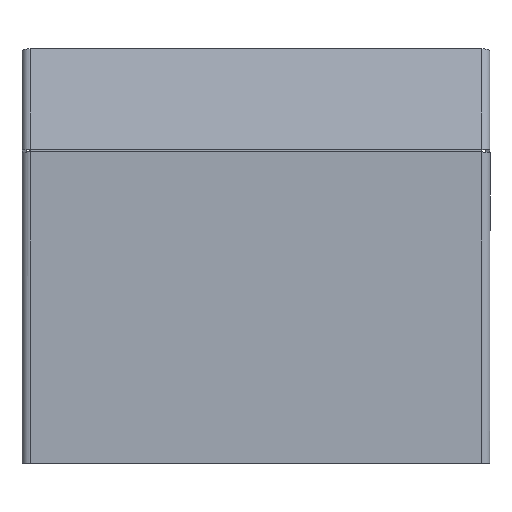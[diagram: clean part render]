
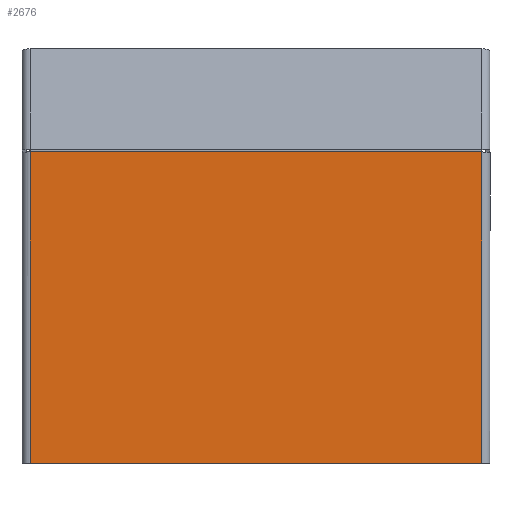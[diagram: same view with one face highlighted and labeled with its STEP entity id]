
A CAD part, front view. The second image highlights one B-rep face of the part: STEP entity #2676.
In plain terms, the highlighted planar face has unit normal (0, -1, 0).
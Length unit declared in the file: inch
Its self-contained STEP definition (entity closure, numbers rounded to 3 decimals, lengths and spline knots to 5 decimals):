
#30 = VERTEX_POINT ( 'NONE', #662 ) ;
#38 = ORIENTED_EDGE ( 'NONE', *, *, #2397, .T. ) ;
#92 = EDGE_CURVE ( 'NONE', #1288, #2615, #2133, .T. ) ;
#225 = CARTESIAN_POINT ( 'NONE',  ( -6.5, -0.12, 8.96633 ) ) ;
#246 = ORIENTED_EDGE ( 'NONE', *, *, #1588, .F. ) ;
#252 = CARTESIAN_POINT ( 'NONE',  ( -6.5, -0.12, 9.02 ) ) ;
#274 = DIRECTION ( 'NONE',  ( 0., 0., -1. ) ) ;
#289 = DIRECTION ( 'NONE',  ( -1., 0., 0. ) ) ;
#325 = CARTESIAN_POINT ( 'NONE',  ( -6.5, -0.12, 0. ) ) ;
#332 = DIRECTION ( 'NONE',  ( 0., 0., -1. ) ) ;
#426 = VECTOR ( 'NONE', #289, 39.37008 ) ;
#430 = DIRECTION ( 'NONE',  ( 0., 0., -1. ) ) ;
#452 = EDGE_CURVE ( 'NONE', #828, #1563, #1890, .T. ) ;
#558 = CARTESIAN_POINT ( 'NONE',  ( 6.5, -0.12, 12. ) ) ;
#587 = EDGE_CURVE ( 'NONE', #1563, #30, #746, .T. ) ;
#617 = ORIENTED_EDGE ( 'NONE', *, *, #587, .F. ) ;
#662 = CARTESIAN_POINT ( 'NONE',  ( 6.5, -0.12, 0. ) ) ;
#671 = VECTOR ( 'NONE', #1116, 39.37008 ) ;
#729 = AXIS2_PLACEMENT_3D ( 'NONE', #946, #2364, #1788 ) ;
#746 = LINE ( 'NONE', #558, #2508 ) ;
#828 = VERTEX_POINT ( 'NONE', #908 ) ;
#908 = CARTESIAN_POINT ( 'NONE',  ( 6.5, -0.12, 8.97963 ) ) ;
#919 = ORIENTED_EDGE ( 'NONE', *, *, #452, .F. ) ;
#946 = CARTESIAN_POINT ( 'NONE',  ( 0.955, -0.12, 12. ) ) ;
#1031 = LINE ( 'NONE', #1305, #671 ) ;
#1054 = ORIENTED_EDGE ( 'NONE', *, *, #2290, .F. ) ;
#1059 = CARTESIAN_POINT ( 'NONE',  ( 6.5, -0.12, 9.02 ) ) ;
#1115 = LINE ( 'NONE', #252, #1995 ) ;
#1116 = DIRECTION ( 'NONE',  ( 1., 0., 0. ) ) ;
#1288 = VERTEX_POINT ( 'NONE', #225 ) ;
#1294 = CARTESIAN_POINT ( 'NONE',  ( 0.955, -0.12, 0. ) ) ;
#1305 = CARTESIAN_POINT ( 'NONE',  ( 0.955, -0.12, 8.97963 ) ) ;
#1462 = CARTESIAN_POINT ( 'NONE',  ( -6.5, -0.12, 12. ) ) ;
#1543 = EDGE_LOOP ( 'NONE', ( #246, #38, #2173, #1054, #617, #919 ) ) ;
#1563 = VERTEX_POINT ( 'NONE', #1604 ) ;
#1572 = CARTESIAN_POINT ( 'NONE',  ( -6.5, -0.12, 8.97963 ) ) ;
#1588 = EDGE_CURVE ( 'NONE', #2544, #828, #1031, .T. ) ;
#1604 = CARTESIAN_POINT ( 'NONE',  ( 6.5, -0.12, 8.96633 ) ) ;
#1669 = VECTOR ( 'NONE', #274, 39.37008 ) ;
#1788 = DIRECTION ( 'NONE',  ( 1., 0., 0. ) ) ;
#1890 = LINE ( 'NONE', #1059, #1669 ) ;
#1995 = VECTOR ( 'NONE', #2535, 39.37008 ) ;
#2115 = LINE ( 'NONE', #1294, #426 ) ;
#2133 = LINE ( 'NONE', #1462, #2253 ) ;
#2173 = ORIENTED_EDGE ( 'NONE', *, *, #92, .T. ) ;
#2181 = PLANE ( 'NONE',  #729 ) ;
#2253 = VECTOR ( 'NONE', #430, 39.37008 ) ;
#2290 = EDGE_CURVE ( 'NONE', #30, #2615, #2115, .T. ) ;
#2364 = DIRECTION ( 'NONE',  ( 0., -1., 0. ) ) ;
#2397 = EDGE_CURVE ( 'NONE', #2544, #1288, #1115, .T. ) ;
#2508 = VECTOR ( 'NONE', #332, 39.37008 ) ;
#2535 = DIRECTION ( 'NONE',  ( 0., 0., -1. ) ) ;
#2544 = VERTEX_POINT ( 'NONE', #1572 ) ;
#2569 = FACE_OUTER_BOUND ( 'NONE', #1543, .T. ) ;
#2615 = VERTEX_POINT ( 'NONE', #325 ) ;
#2676 = ADVANCED_FACE ( 'NONE', ( #2569 ), #2181, .T. ) ;
